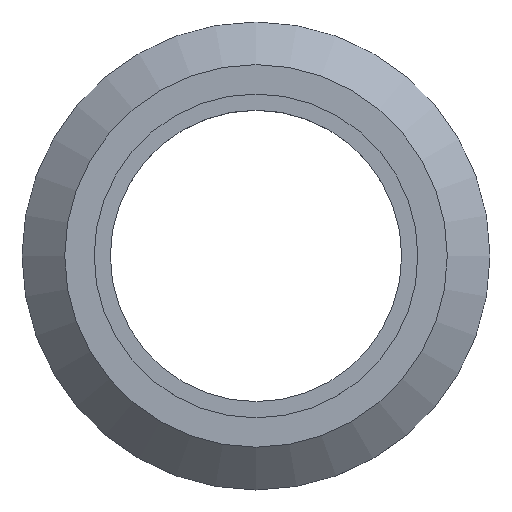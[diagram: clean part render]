
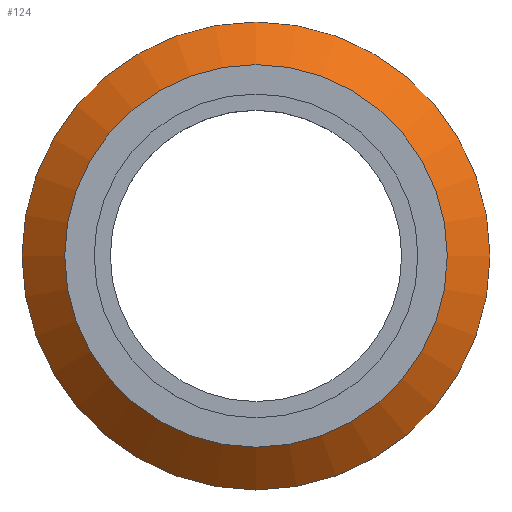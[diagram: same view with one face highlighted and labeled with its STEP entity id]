
A CAD part, top view. The second image highlights one B-rep face of the part: STEP entity #124.
In plain terms, the highlighted conical face has half-angle 48.786 degrees and reference radius 7.225 mm.
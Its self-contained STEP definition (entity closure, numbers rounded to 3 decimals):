
#15=CONICAL_SURFACE('',#152,7.225,0.851);
#18=LINE('',#224,#23);
#23=VECTOR('',#187,7.225);
#38=FACE_OUTER_BOUND('',#49,.T.);
#49=EDGE_LOOP('',(#100,#101,#102,#103));
#60=CIRCLE('',#151,7.95);
#61=CIRCLE('',#153,6.5);
#69=VERTEX_POINT('',#218);
#70=VERTEX_POINT('',#222);
#79=EDGE_CURVE('',#69,#69,#60,.T.);
#81=EDGE_CURVE('',#70,#70,#61,.T.);
#82=EDGE_CURVE('',#70,#69,#18,.T.);
#100=ORIENTED_EDGE('',*,*,#81,.F.);
#101=ORIENTED_EDGE('',*,*,#82,.T.);
#102=ORIENTED_EDGE('',*,*,#79,.T.);
#103=ORIENTED_EDGE('',*,*,#82,.F.);
#124=ADVANCED_FACE('',(#38),#15,.T.);
#151=AXIS2_PLACEMENT_3D('',#219,#180,#181);
#152=AXIS2_PLACEMENT_3D('',#221,#183,#184);
#153=AXIS2_PLACEMENT_3D('',#223,#185,#186);
#180=DIRECTION('center_axis',(0.,0.,1.));
#181=DIRECTION('ref_axis',(1.,0.,0.));
#183=DIRECTION('center_axis',(0.,0.,-1.));
#184=DIRECTION('ref_axis',(1.,0.,0.));
#185=DIRECTION('center_axis',(0.,0.,1.));
#186=DIRECTION('ref_axis',(1.,0.,0.));
#187=DIRECTION('',(-0.752,0.,-0.659));
#218=CARTESIAN_POINT('',(-7.95,0.,1.13));
#219=CARTESIAN_POINT('Origin',(0.,0.,1.13));
#221=CARTESIAN_POINT('Origin',(0.,0.,1.765));
#222=CARTESIAN_POINT('',(-6.5,0.,2.4));
#223=CARTESIAN_POINT('Origin',(0.,0.,2.4));
#224=CARTESIAN_POINT('',(-7.225,0.,1.765));
